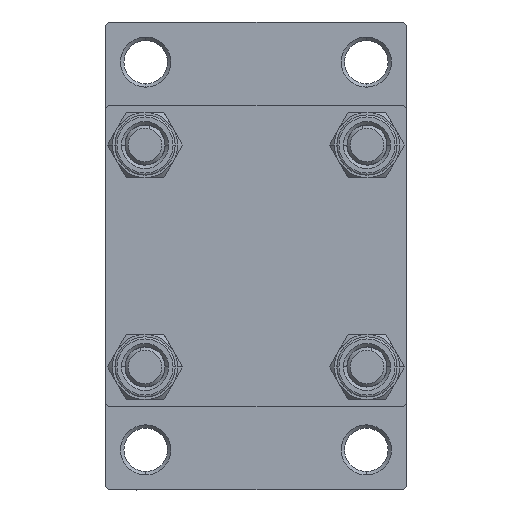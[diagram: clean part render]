
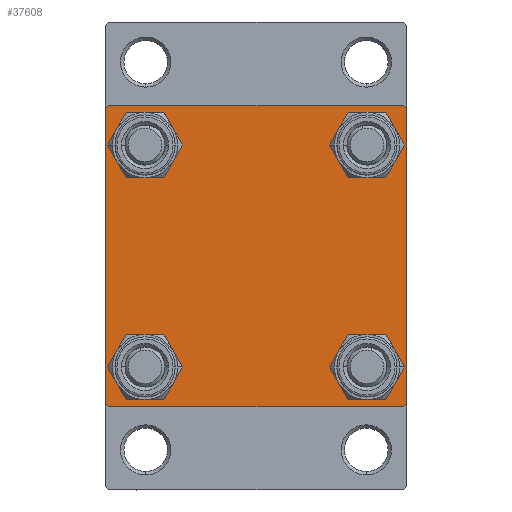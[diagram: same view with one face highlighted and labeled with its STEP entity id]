
A CAD part, left-side view. The second image highlights one B-rep face of the part: STEP entity #37608.
In plain terms, the highlighted planar face has unit normal (-1, 0, 0).
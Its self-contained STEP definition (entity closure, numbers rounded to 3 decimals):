
#530 = CIRCLE ( 'NONE', #41257, 3.5 ) ;
#942 = CARTESIAN_POINT ( 'NONE',  ( 0., -22., 22.5 ) ) ;
#981 = EDGE_CURVE ( 'NONE', #23794, #47232, #34603, .T. ) ;
#1336 = EDGE_CURVE ( 'NONE', #41440, #44561, #45540, .T. ) ;
#1563 = DIRECTION ( 'NONE',  ( 1., 0., 0. ) ) ;
#1909 = EDGE_CURVE ( 'NONE', #19419, #8057, #530, .T. ) ;
#2391 = CARTESIAN_POINT ( 'NONE',  ( 0., -16.6, -16.6 ) ) ;
#2405 = EDGE_CURVE ( 'NONE', #22916, #15509, #5123, .T. ) ;
#2496 = EDGE_CURVE ( 'NONE', #44561, #28018, #14589, .T. ) ;
#2738 = DIRECTION ( 'NONE',  ( 0., 0., 1. ) ) ;
#3099 = CARTESIAN_POINT ( 'NONE',  ( 0., 0., 0. ) ) ;
#3289 = ORIENTED_EDGE ( 'NONE', *, *, #43383, .T. ) ;
#3364 = CIRCLE ( 'NONE', #23341, 3.5 ) ;
#3888 = CARTESIAN_POINT ( 'NONE',  ( 0., 22.5, 22.5 ) ) ;
#4885 = DIRECTION ( 'NONE',  ( 1., 0., 0. ) ) ;
#5020 = EDGE_LOOP ( 'NONE', ( #5286, #43027 ) ) ;
#5123 = CIRCLE ( 'NONE', #32071, 3.5 ) ;
#5245 = DIRECTION ( 'NONE',  ( 0., 0., 1. ) ) ;
#5286 = ORIENTED_EDGE ( 'NONE', *, *, #23876, .T. ) ;
#5310 = DIRECTION ( 'NONE',  ( 1., 0., 0. ) ) ;
#6050 = CARTESIAN_POINT ( 'NONE',  ( 0., 22., -22.5 ) ) ;
#6238 = FACE_BOUND ( 'NONE', #5020, .T. ) ;
#6566 = CARTESIAN_POINT ( 'NONE',  ( 0., -22.5, -22. ) ) ;
#6589 = DIRECTION ( 'NONE',  ( 0., 0., 1. ) ) ;
#7266 = VERTEX_POINT ( 'NONE', #6566 ) ;
#7615 = VERTEX_POINT ( 'NONE', #11495 ) ;
#7669 = CARTESIAN_POINT ( 'NONE',  ( 0., -16.6, -20.1 ) ) ;
#7900 = ORIENTED_EDGE ( 'NONE', *, *, #34039, .F. ) ;
#8057 = VERTEX_POINT ( 'NONE', #15766 ) ;
#8884 = ORIENTED_EDGE ( 'NONE', *, *, #1909, .T. ) ;
#9186 = CARTESIAN_POINT ( 'NONE',  ( 0., 22.25, -22.25 ) ) ;
#10053 = CARTESIAN_POINT ( 'NONE',  ( 0., 16.6, 13.1 ) ) ;
#10446 = EDGE_CURVE ( 'NONE', #13188, #41440, #11187, .T. ) ;
#11187 = LINE ( 'NONE', #45041, #14663 ) ;
#11210 = DIRECTION ( 'NONE',  ( 0., -1., 0. ) ) ;
#11495 = CARTESIAN_POINT ( 'NONE',  ( 0., -16.6, 20.1 ) ) ;
#12565 = DIRECTION ( 'NONE',  ( 0., -0.707, -0.707 ) ) ;
#12586 = DIRECTION ( 'NONE',  ( 0., -0.707, 0.707 ) ) ;
#12770 = CARTESIAN_POINT ( 'NONE',  ( 0., -16.6, -13.1 ) ) ;
#13188 = VERTEX_POINT ( 'NONE', #34526 ) ;
#14175 = FACE_BOUND ( 'NONE', #31072, .T. ) ;
#14589 = LINE ( 'NONE', #44193, #32102 ) ;
#14663 = VECTOR ( 'NONE', #23393, 1000. ) ;
#15355 = CARTESIAN_POINT ( 'NONE',  ( 0., -22.5, 22.5 ) ) ;
#15509 = VERTEX_POINT ( 'NONE', #7669 ) ;
#15687 = DIRECTION ( 'NONE',  ( 0., 0., 1. ) ) ;
#15766 = CARTESIAN_POINT ( 'NONE',  ( 0., 16.6, -13.1 ) ) ;
#16018 = CARTESIAN_POINT ( 'NONE',  ( 0., 16.6, 16.6 ) ) ;
#16437 = CARTESIAN_POINT ( 'NONE',  ( 0., -22.25, -22.25 ) ) ;
#17319 = FACE_BOUND ( 'NONE', #22348, .T. ) ;
#17320 = VECTOR ( 'NONE', #23145, 1000. ) ;
#17593 = DIRECTION ( 'NONE',  ( 0., 0.707, -0.707 ) ) ;
#17684 = AXIS2_PLACEMENT_3D ( 'NONE', #36208, #35736, #2738 ) ;
#18245 = ORIENTED_EDGE ( 'NONE', *, *, #25641, .F. ) ;
#18459 = CIRCLE ( 'NONE', #17684, 3.5 ) ;
#18690 = DIRECTION ( 'NONE',  ( 1., 0., 0. ) ) ;
#18745 = DIRECTION ( 'NONE',  ( 0., 0., -1. ) ) ;
#19330 = AXIS2_PLACEMENT_3D ( 'NONE', #41012, #4885, #26806 ) ;
#19419 = VERTEX_POINT ( 'NONE', #39492 ) ;
#20290 = DIRECTION ( 'NONE',  ( 0., 0., 1. ) ) ;
#20433 = AXIS2_PLACEMENT_3D ( 'NONE', #41384, #38715, #5245 ) ;
#21275 = VECTOR ( 'NONE', #31735, 1000. ) ;
#21618 = EDGE_CURVE ( 'NONE', #45002, #46624, #3364, .T. ) ;
#22348 = EDGE_LOOP ( 'NONE', ( #46401, #22443 ) ) ;
#22443 = ORIENTED_EDGE ( 'NONE', *, *, #39200, .T. ) ;
#22735 = EDGE_CURVE ( 'NONE', #28018, #7266, #42193, .T. ) ;
#22916 = VERTEX_POINT ( 'NONE', #12770 ) ;
#23058 = AXIS2_PLACEMENT_3D ( 'NONE', #25398, #32381, #6589 ) ;
#23145 = DIRECTION ( 'NONE',  ( 0., -1., 0. ) ) ;
#23183 = CARTESIAN_POINT ( 'NONE',  ( 0., 16.6, -16.6 ) ) ;
#23341 = AXIS2_PLACEMENT_3D ( 'NONE', #16018, #1563, #26874 ) ;
#23391 = ORIENTED_EDGE ( 'NONE', *, *, #1336, .T. ) ;
#23393 = DIRECTION ( 'NONE',  ( 0., 0., -1. ) ) ;
#23794 = VERTEX_POINT ( 'NONE', #45515 ) ;
#23876 = EDGE_CURVE ( 'NONE', #7615, #26993, #43400, .T. ) ;
#25398 = CARTESIAN_POINT ( 'NONE',  ( 0., 16.6, -16.6 ) ) ;
#25641 = EDGE_CURVE ( 'NONE', #30918, #47232, #30615, .T. ) ;
#26806 = DIRECTION ( 'NONE',  ( 0., 0., 1. ) ) ;
#26874 = DIRECTION ( 'NONE',  ( 0., 0., 1. ) ) ;
#26993 = VERTEX_POINT ( 'NONE', #27663 ) ;
#27562 = CARTESIAN_POINT ( 'NONE',  ( 0., 22.5, -22. ) ) ;
#27663 = CARTESIAN_POINT ( 'NONE',  ( 0., -16.6, 13.1 ) ) ;
#27713 = ORIENTED_EDGE ( 'NONE', *, *, #2496, .T. ) ;
#28018 = VERTEX_POINT ( 'NONE', #42134 ) ;
#28330 = ORIENTED_EDGE ( 'NONE', *, *, #10446, .T. ) ;
#28384 = EDGE_CURVE ( 'NONE', #26993, #7615, #42676, .T. ) ;
#29174 = CARTESIAN_POINT ( 'NONE',  ( 0., 22.25, 22.25 ) ) ;
#30615 = LINE ( 'NONE', #3888, #17320 ) ;
#30698 = AXIS2_PLACEMENT_3D ( 'NONE', #3099, #43313, #46218 ) ;
#30890 = DIRECTION ( 'NONE',  ( 1., 0., 0. ) ) ;
#30918 = VERTEX_POINT ( 'NONE', #34282 ) ;
#31072 = EDGE_LOOP ( 'NONE', ( #38335, #8884 ) ) ;
#31735 = DIRECTION ( 'NONE',  ( 0., 0.707, 0.707 ) ) ;
#32071 = AXIS2_PLACEMENT_3D ( 'NONE', #2391, #18690, #43968 ) ;
#32102 = VECTOR ( 'NONE', #11210, 1000. ) ;
#32381 = DIRECTION ( 'NONE',  ( 1., 0., 0. ) ) ;
#32914 = EDGE_CURVE ( 'NONE', #30918, #13188, #46711, .T. ) ;
#34039 = EDGE_CURVE ( 'NONE', #23794, #7266, #47615, .T. ) ;
#34282 = CARTESIAN_POINT ( 'NONE',  ( 0., 22., 22.5 ) ) ;
#34526 = CARTESIAN_POINT ( 'NONE',  ( 0., 22.5, 22. ) ) ;
#34603 = LINE ( 'NONE', #35081, #21275 ) ;
#34838 = ORIENTED_EDGE ( 'NONE', *, *, #22735, .T. ) ;
#35081 = CARTESIAN_POINT ( 'NONE',  ( 0., -22.25, 22.25 ) ) ;
#35432 = CIRCLE ( 'NONE', #19330, 3.5 ) ;
#35736 = DIRECTION ( 'NONE',  ( 1., 0., 0. ) ) ;
#35937 = VECTOR ( 'NONE', #18745, 1000. ) ;
#36208 = CARTESIAN_POINT ( 'NONE',  ( 0., 16.6, 16.6 ) ) ;
#37608 = ADVANCED_FACE ( 'NONE', ( #6238, #46446, #14175, #17319, #38750 ), #39229, .T. ) ;
#37826 = ORIENTED_EDGE ( 'NONE', *, *, #2405, .T. ) ;
#37839 = CARTESIAN_POINT ( 'NONE',  ( 0., -16.6, 16.6 ) ) ;
#38153 = CARTESIAN_POINT ( 'NONE',  ( 0., 16.6, 20.1 ) ) ;
#38192 = ORIENTED_EDGE ( 'NONE', *, *, #981, .T. ) ;
#38335 = ORIENTED_EDGE ( 'NONE', *, *, #39958, .T. ) ;
#38715 = DIRECTION ( 'NONE',  ( 1., 0., 0. ) ) ;
#38750 = FACE_OUTER_BOUND ( 'NONE', #47299, .T. ) ;
#39006 = VECTOR ( 'NONE', #17593, 1000. ) ;
#39200 = EDGE_CURVE ( 'NONE', #46624, #45002, #18459, .T. ) ;
#39229 = PLANE ( 'NONE',  #30698 ) ;
#39492 = CARTESIAN_POINT ( 'NONE',  ( 0., 16.6, -20.1 ) ) ;
#39958 = EDGE_CURVE ( 'NONE', #8057, #19419, #46885, .T. ) ;
#41012 = CARTESIAN_POINT ( 'NONE',  ( 0., -16.6, -16.6 ) ) ;
#41106 = AXIS2_PLACEMENT_3D ( 'NONE', #37839, #5310, #15687 ) ;
#41257 = AXIS2_PLACEMENT_3D ( 'NONE', #23183, #30890, #20290 ) ;
#41384 = CARTESIAN_POINT ( 'NONE',  ( 0., -16.6, 16.6 ) ) ;
#41440 = VERTEX_POINT ( 'NONE', #27562 ) ;
#42134 = CARTESIAN_POINT ( 'NONE',  ( 0., -22., -22.5 ) ) ;
#42193 = LINE ( 'NONE', #16437, #45655 ) ;
#42676 = CIRCLE ( 'NONE', #20433, 3.5 ) ;
#43027 = ORIENTED_EDGE ( 'NONE', *, *, #28384, .T. ) ;
#43313 = DIRECTION ( 'NONE',  ( -1., 0., 0. ) ) ;
#43383 = EDGE_CURVE ( 'NONE', #15509, #22916, #35432, .T. ) ;
#43400 = CIRCLE ( 'NONE', #41106, 3.5 ) ;
#43531 = VECTOR ( 'NONE', #12565, 1000. ) ;
#43968 = DIRECTION ( 'NONE',  ( 0., 0., 1. ) ) ;
#44193 = CARTESIAN_POINT ( 'NONE',  ( 0., 22.5, -22.5 ) ) ;
#44561 = VERTEX_POINT ( 'NONE', #6050 ) ;
#45002 = VERTEX_POINT ( 'NONE', #38153 ) ;
#45041 = CARTESIAN_POINT ( 'NONE',  ( 0., 22.5, 22.5 ) ) ;
#45253 = EDGE_LOOP ( 'NONE', ( #37826, #3289 ) ) ;
#45515 = CARTESIAN_POINT ( 'NONE',  ( 0., -22.5, 22. ) ) ;
#45540 = LINE ( 'NONE', #9186, #43531 ) ;
#45655 = VECTOR ( 'NONE', #12586, 1000. ) ;
#46171 = ORIENTED_EDGE ( 'NONE', *, *, #32914, .T. ) ;
#46218 = DIRECTION ( 'NONE',  ( 0., 0., 1. ) ) ;
#46401 = ORIENTED_EDGE ( 'NONE', *, *, #21618, .T. ) ;
#46446 = FACE_BOUND ( 'NONE', #45253, .T. ) ;
#46624 = VERTEX_POINT ( 'NONE', #10053 ) ;
#46711 = LINE ( 'NONE', #29174, #39006 ) ;
#46885 = CIRCLE ( 'NONE', #23058, 3.5 ) ;
#47232 = VERTEX_POINT ( 'NONE', #942 ) ;
#47299 = EDGE_LOOP ( 'NONE', ( #28330, #23391, #27713, #34838, #7900, #38192, #18245, #46171 ) ) ;
#47615 = LINE ( 'NONE', #15355, #35937 ) ;
